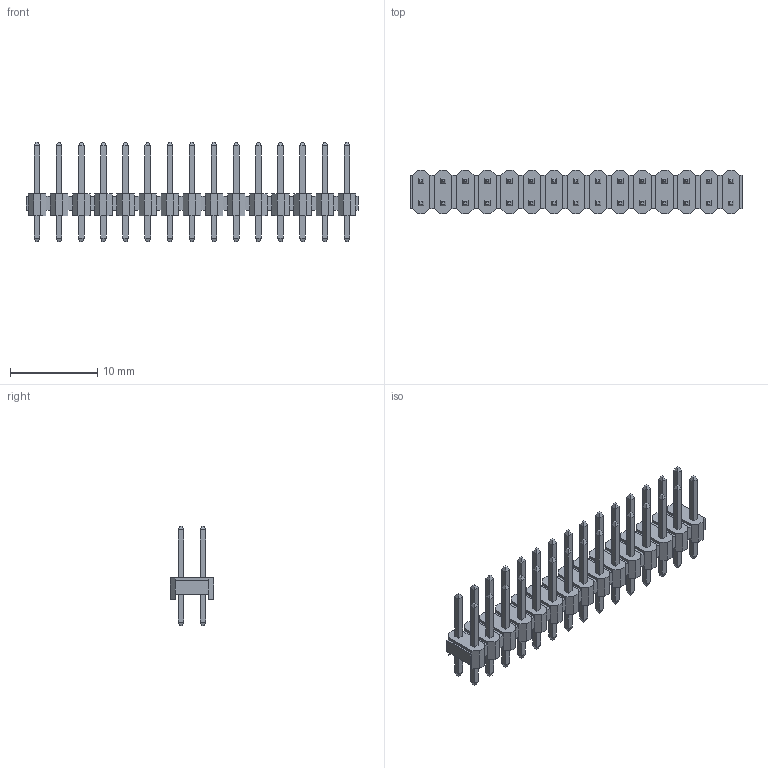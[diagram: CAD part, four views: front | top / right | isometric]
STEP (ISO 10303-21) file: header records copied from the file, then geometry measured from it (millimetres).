
FILE_DESCRIPTION (( 'STEP AP214' ), '1' );
FILE_NAME ('User Library-PLD-xx.STEP', '2017-12-01T09:48:07', ( '' ), ( '' ), 'SwSTEP 2.0', 'SolidWorks 2017', '' );
FILE_SCHEMA (( 'AUTOMOTIVE_DESIGN' ));
Length unit declared in the file: millimetre
Products named in the file (1): User Library-PLD-xx
Bounding box: 38.1 x 5 x 11.4 mm (x, y, z)
Volume: 441.2 mm3; surface area: 1335.4 mm2
Topology: 1 solids, 2 shells, 792 faces, 1824 edges, 1096 vertices
Faces by surface type: plane 792
Entity records: 30172 total; most frequent: CARTESIAN_POINT 3713, ORIENTED_EDGE 3648, DIRECTION 3410, EDGE_CURVE 1824, VECTOR 1824, LINE 1824, VERTEX_POINT 1096, EDGE_LOOP 852
